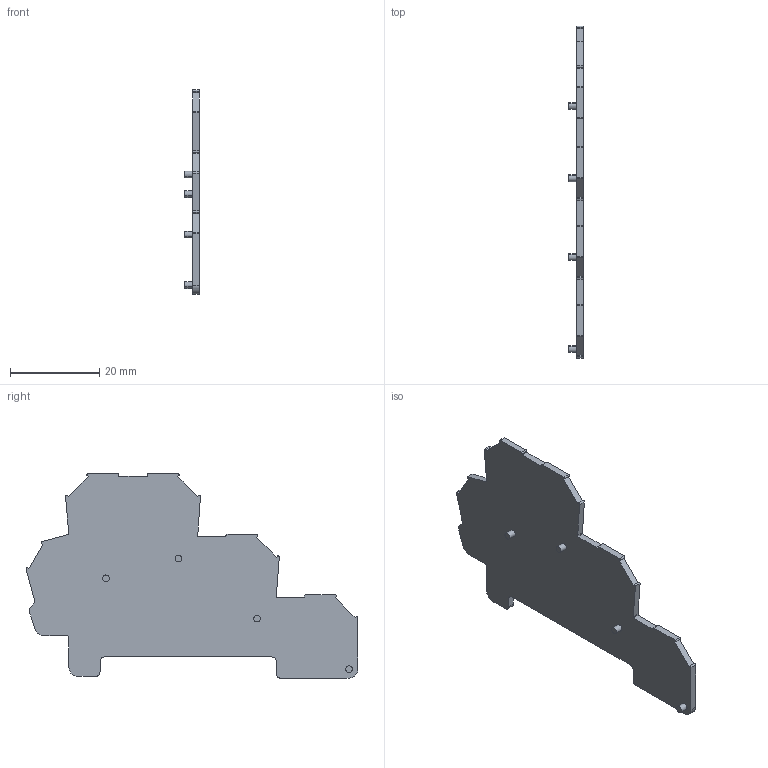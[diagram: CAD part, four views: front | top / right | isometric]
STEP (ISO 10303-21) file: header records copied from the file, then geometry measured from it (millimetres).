
FILE_DESCRIPTION(('CATIA V5R20 STEP214'),'2;1');
FILE_NAME ('5870570_2', '2014-07-04T09:48:23+00:00', ('Weidmueller Interface'), ('Weidmueller'), 'CATIA Version 5 Release 20 SP 5 (IN-10)', 'CATIA V5 STEP AP214', 'none');
FILE_SCHEMA(('AUTOMOTIVE_DESIGN { 1 0 10303 214 1 1 1 1 }'));
Length unit declared in the file: millimetre
Products named in the file (1): AP_DLD_2_5_PE
Bounding box: 3.27 x 74.51 x 45.85 mm (x, y, z)
Volume: 3262 mm3; surface area: 4722.4 mm2
Topology: 1 solids, 1 shells, 83 faces, 231 edges, 154 vertices
Faces by surface type: plane 49, cylinder 34
Entity records: 3176 total; most frequent: CARTESIAN_POINT 462, ORIENTED_EDGE 462, DIRECTION 383, EDGE_CURVE 231, VECTOR 163, LINE 163, VERTEX_POINT 154, AXIS2_PLACEMENT_3D 145
